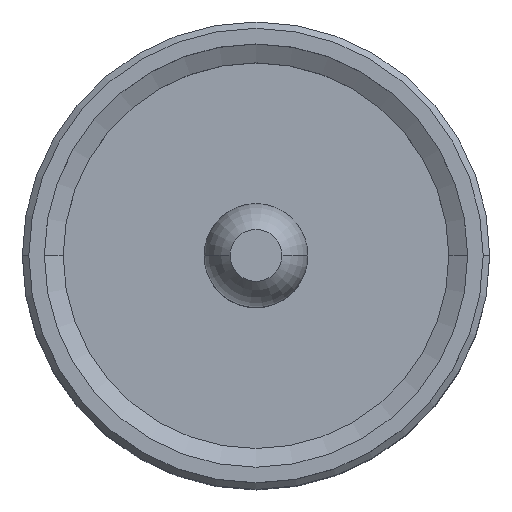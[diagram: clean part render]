
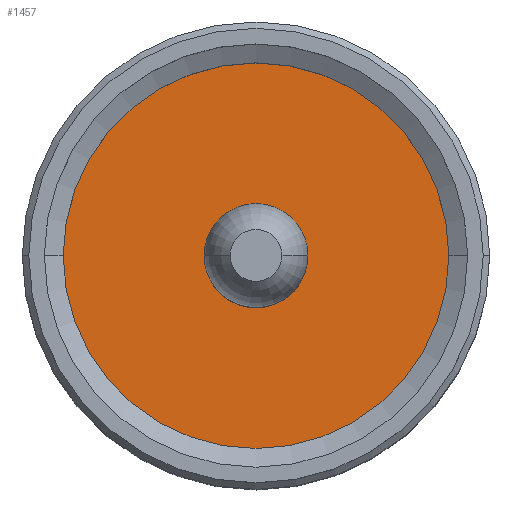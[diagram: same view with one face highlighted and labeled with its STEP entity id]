
A CAD part, top view. The second image highlights one B-rep face of the part: STEP entity #1457.
In plain terms, the highlighted planar face has unit normal (0, 0, 1).
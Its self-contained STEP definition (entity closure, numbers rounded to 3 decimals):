
#3 = CIRCLE ( 'NONE', #66, 2. ) ;
#35 = CIRCLE ( 'NONE', #92, 7.425 ) ;
#66 = AXIS2_PLACEMENT_3D ( 'NONE', #2007, #1954, #1872 ) ;
#92 = AXIS2_PLACEMENT_3D ( 'NONE', #1561, #1558, #1560 ) ;
#219 = CARTESIAN_POINT ( 'NONE',  ( 2., 0., 2.399 ) ) ;
#225 = CARTESIAN_POINT ( 'NONE',  ( 7.425, 0., 2.399 ) ) ;
#250 = CARTESIAN_POINT ( 'NONE',  ( -2., 0., 2.399 ) ) ;
#253 = CARTESIAN_POINT ( 'NONE',  ( -7.425, 0., 2.399 ) ) ;
#271 = DIRECTION ( 'NONE',  ( 0., 0., -1. ) ) ;
#276 = DIRECTION ( 'NONE',  ( -1., 0., 0. ) ) ;
#277 = CARTESIAN_POINT ( 'NONE',  ( 0., 0., 2.399 ) ) ;
#417 = DIRECTION ( 'NONE',  ( -1., 0., 0. ) ) ;
#419 = DIRECTION ( 'NONE',  ( 0., 0., 1. ) ) ;
#421 = CARTESIAN_POINT ( 'NONE',  ( 0., 0., 2.399 ) ) ;
#476 = PLANE ( 'NONE',  #722 ) ;
#478 = DIRECTION ( 'NONE',  ( -1., 0., 0. ) ) ;
#481 = CARTESIAN_POINT ( 'NONE',  ( 0., 0., 2.399 ) ) ;
#513 = DIRECTION ( 'NONE',  ( 0., 0., -1. ) ) ;
#722 = AXIS2_PLACEMENT_3D ( 'NONE', #481, #513, #478 ) ;
#735 = AXIS2_PLACEMENT_3D ( 'NONE', #277, #271, #276 ) ;
#801 = EDGE_CURVE ( 'NONE', #1405, #1155, #1217, .T. ) ;
#865 = EDGE_CURVE ( 'NONE', #1075, #1388, #1060, .T. ) ;
#877 = AXIS2_PLACEMENT_3D ( 'NONE', #421, #419, #417 ) ;
#1023 = FACE_BOUND ( 'NONE', #1396, .T. ) ;
#1034 = FACE_OUTER_BOUND ( 'NONE', #1346, .T. ) ;
#1060 = CIRCLE ( 'NONE', #735, 7.425 ) ;
#1070 = ORIENTED_EDGE ( 'NONE', *, *, #1518, .F. ) ;
#1075 = VERTEX_POINT ( 'NONE', #253 ) ;
#1155 = VERTEX_POINT ( 'NONE', #250 ) ;
#1176 = ORIENTED_EDGE ( 'NONE', *, *, #1507, .F. ) ;
#1217 = CIRCLE ( 'NONE', #877, 2. ) ;
#1328 = ORIENTED_EDGE ( 'NONE', *, *, #801, .F. ) ;
#1346 = EDGE_LOOP ( 'NONE', ( #1176, #1404 ) ) ;
#1388 = VERTEX_POINT ( 'NONE', #225 ) ;
#1396 = EDGE_LOOP ( 'NONE', ( #1328, #1070 ) ) ;
#1404 = ORIENTED_EDGE ( 'NONE', *, *, #865, .F. ) ;
#1405 = VERTEX_POINT ( 'NONE', #219 ) ;
#1457 = ADVANCED_FACE ( 'NONE', ( #1023, #1034 ), #476, .F. ) ;
#1507 = EDGE_CURVE ( 'NONE', #1388, #1075, #35, .T. ) ;
#1518 = EDGE_CURVE ( 'NONE', #1155, #1405, #3, .T. ) ;
#1558 = DIRECTION ( 'NONE',  ( 0., 0., -1. ) ) ;
#1560 = DIRECTION ( 'NONE',  ( -1., 0., 0. ) ) ;
#1561 = CARTESIAN_POINT ( 'NONE',  ( 0., 0., 2.399 ) ) ;
#1872 = DIRECTION ( 'NONE',  ( -1., 0., 0. ) ) ;
#1954 = DIRECTION ( 'NONE',  ( 0., 0., 1. ) ) ;
#2007 = CARTESIAN_POINT ( 'NONE',  ( 0., 0., 2.399 ) ) ;
